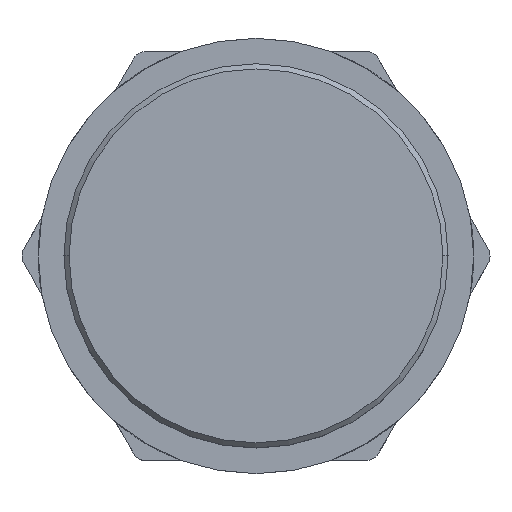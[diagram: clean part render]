
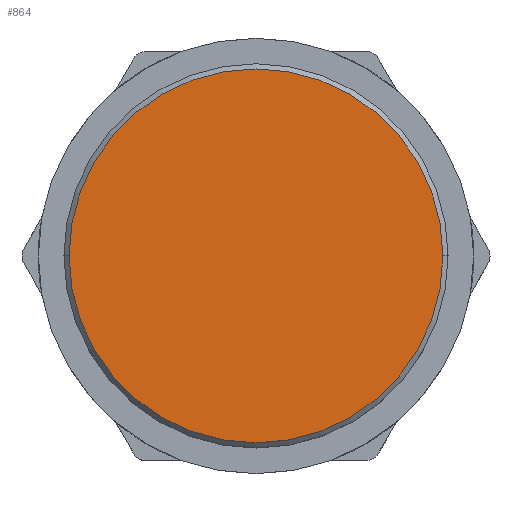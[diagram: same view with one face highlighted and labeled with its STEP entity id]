
A CAD part, top view. The second image highlights one B-rep face of the part: STEP entity #864.
In plain terms, the highlighted planar face has unit normal (0, 0, 1).
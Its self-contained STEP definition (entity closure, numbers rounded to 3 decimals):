
#167 = DIRECTION ( 'NONE',  ( -1., 0., 0. ) ) ;
#244 = EDGE_CURVE ( 'NONE', #449, #2511, #770, .T. ) ;
#312 = CARTESIAN_POINT ( 'NONE',  ( 36.5, 0., 0. ) ) ;
#449 = VERTEX_POINT ( 'NONE', #312 ) ;
#721 = AXIS2_PLACEMENT_3D ( 'NONE', #1386, #2333, #2104 ) ;
#752 = PLANE ( 'NONE',  #2666 ) ;
#759 = ORIENTED_EDGE ( 'NONE', *, *, #1984, .T. ) ;
#770 = CIRCLE ( 'NONE', #721, 36.5 ) ;
#864 = ADVANCED_FACE ( 'NONE', ( #2756 ), #752, .F. ) ;
#1145 = CARTESIAN_POINT ( 'NONE',  ( 0., 27.6, 0. ) ) ;
#1158 = ORIENTED_EDGE ( 'NONE', *, *, #244, .T. ) ;
#1349 = DIRECTION ( 'NONE',  ( 0., 0., -1. ) ) ;
#1386 = CARTESIAN_POINT ( 'NONE',  ( 0., 0., 0. ) ) ;
#1457 = CIRCLE ( 'NONE', #1955, 36.5 ) ;
#1648 = EDGE_LOOP ( 'NONE', ( #759, #1158 ) ) ;
#1955 = AXIS2_PLACEMENT_3D ( 'NONE', #2526, #2313, #167 ) ;
#1984 = EDGE_CURVE ( 'NONE', #2511, #449, #1457, .T. ) ;
#2019 = DIRECTION ( 'NONE',  ( 0., -1., 0. ) ) ;
#2042 = CARTESIAN_POINT ( 'NONE',  ( -36.5, 0., 0. ) ) ;
#2104 = DIRECTION ( 'NONE',  ( -1., 0., 0. ) ) ;
#2313 = DIRECTION ( 'NONE',  ( 0., 0., 1. ) ) ;
#2333 = DIRECTION ( 'NONE',  ( 0., 0., 1. ) ) ;
#2511 = VERTEX_POINT ( 'NONE', #2042 ) ;
#2526 = CARTESIAN_POINT ( 'NONE',  ( 0., 0., 0. ) ) ;
#2666 = AXIS2_PLACEMENT_3D ( 'NONE', #1145, #1349, #2019 ) ;
#2756 = FACE_OUTER_BOUND ( 'NONE', #1648, .T. ) ;
